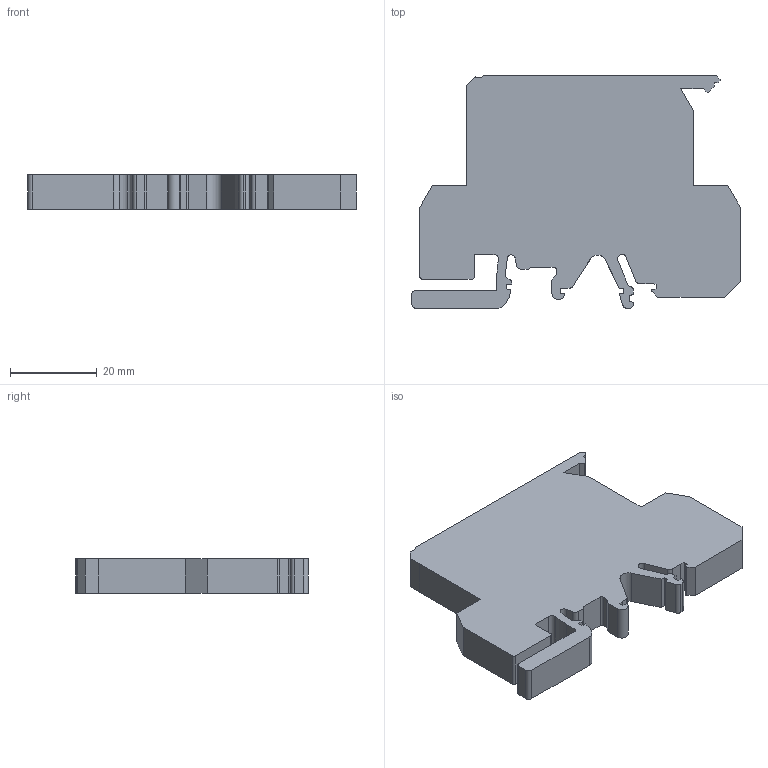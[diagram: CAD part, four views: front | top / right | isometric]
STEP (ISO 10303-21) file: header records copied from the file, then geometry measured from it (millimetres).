
FILE_DESCRIPTION((''),'2;1');
FILE_NAME('PRT0001','2020-11-10T',('Administrator'),(''),'PRO/ENGINEER BY PARAMETRIC TECHNOLOGY CORPORATION, 2013230','PRO/ENGINEER BY PARAMETRIC TECHNOLOGY CORPORATION, 2013230','');
FILE_SCHEMA(('AUTOMOTIVE_DESIGN { 1 0 10303 214 1 1 1 1 }'));
Length unit declared in the file: millimetre
Products named in the file (1): PRT0001
Bounding box: 75.7 x 53.6 x 8 mm (x, y, z)
Volume: 24042.2 mm3; surface area: 9030.5 mm2
Topology: 1 solids, 1 shells, 96 faces, 282 edges, 188 vertices
Faces by surface type: plane 66, cylinder 30
Entity records: 3257 total; most frequent: CARTESIAN_POINT 568, ORIENTED_EDGE 564, DIRECTION 534, EDGE_CURVE 282, VECTOR 222, LINE 222, VERTEX_POINT 188, AXIS2_PLACEMENT_3D 156
